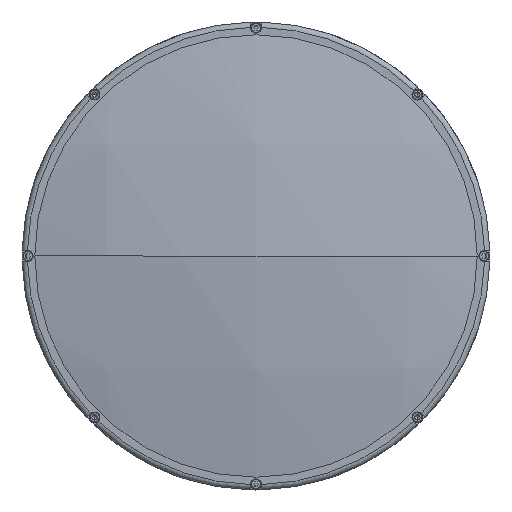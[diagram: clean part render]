
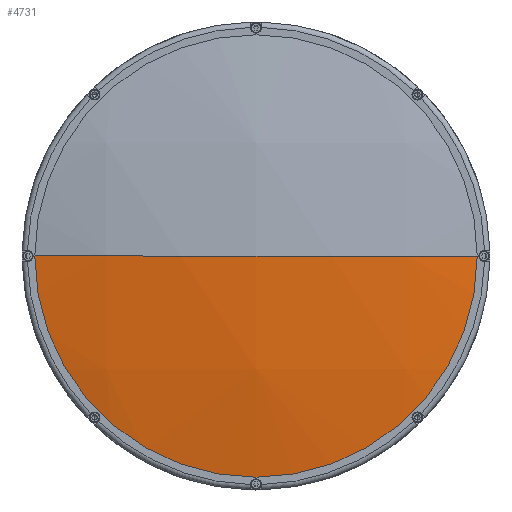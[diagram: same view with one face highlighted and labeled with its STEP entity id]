
A CAD part, left-side view. The second image highlights one B-rep face of the part: STEP entity #4731.
In plain terms, the highlighted spherical face has radius 606 mm.
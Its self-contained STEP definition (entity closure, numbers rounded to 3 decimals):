
#110 = CIRCLE ( 'NONE', #2972, 606. ) ;
#624 = CARTESIAN_POINT ( 'NONE',  ( 45.627, 0., 0. ) ) ;
#644 = DIRECTION ( 'NONE',  ( 0., 1., 0. ) ) ;
#703 = VERTEX_POINT ( 'NONE', #6448 ) ;
#1086 = DIRECTION ( 'NONE',  ( 0., 0., 1. ) ) ;
#1335 = CIRCLE ( 'NONE', #2193, 606. ) ;
#1653 = AXIS2_PLACEMENT_3D ( 'NONE', #624, #6403, #2814 ) ;
#1909 = FACE_OUTER_BOUND ( 'NONE', #3196, .T. ) ;
#1977 = EDGE_CURVE ( 'NONE', #703, #8703, #1335, .T. ) ;
#2193 = AXIS2_PLACEMENT_3D ( 'NONE', #7333, #7952, #3883 ) ;
#2367 = CARTESIAN_POINT ( 'NONE',  ( -560.373, 0., 0. ) ) ;
#2729 = CARTESIAN_POINT ( 'NONE',  ( -547.362, -124.9, 0. ) ) ;
#2814 = DIRECTION ( 'NONE',  ( 0., 1., 0. ) ) ;
#2972 = AXIS2_PLACEMENT_3D ( 'NONE', #8165, #8752, #644 ) ;
#3196 = EDGE_LOOP ( 'NONE', ( #7835, #4314, #6059 ) ) ;
#3883 = DIRECTION ( 'NONE',  ( 0., -1., 0. ) ) ;
#4314 = ORIENTED_EDGE ( 'NONE', *, *, #6259, .T. ) ;
#4731 = ADVANCED_FACE ( 'NONE', ( #1909 ), #8105, .T. ) ;
#5366 = VERTEX_POINT ( 'NONE', #2729 ) ;
#5873 = CARTESIAN_POINT ( 'NONE',  ( -547.362, 0., 0. ) ) ;
#6059 = ORIENTED_EDGE ( 'NONE', *, *, #1977, .F. ) ;
#6259 = EDGE_CURVE ( 'NONE', #5366, #8703, #110, .T. ) ;
#6403 = DIRECTION ( 'NONE',  ( 0., 0., -1. ) ) ;
#6448 = CARTESIAN_POINT ( 'NONE',  ( -547.362, 124.9, 0. ) ) ;
#6553 = DIRECTION ( 'NONE',  ( -1., 0., 0. ) ) ;
#7333 = CARTESIAN_POINT ( 'NONE',  ( 45.627, 0., 0. ) ) ;
#7625 = EDGE_CURVE ( 'NONE', #703, #5366, #7691, .T. ) ;
#7691 = CIRCLE ( 'NONE', #7978, 124.9 ) ;
#7835 = ORIENTED_EDGE ( 'NONE', *, *, #7625, .T. ) ;
#7952 = DIRECTION ( 'NONE',  ( 0., 0., 1. ) ) ;
#7978 = AXIS2_PLACEMENT_3D ( 'NONE', #5873, #6553, #1086 ) ;
#8105 = SPHERICAL_SURFACE ( 'NONE', #1653, 606. ) ;
#8165 = CARTESIAN_POINT ( 'NONE',  ( 45.627, 0., 0. ) ) ;
#8703 = VERTEX_POINT ( 'NONE', #2367 ) ;
#8752 = DIRECTION ( 'NONE',  ( 0., 0., -1. ) ) ;
